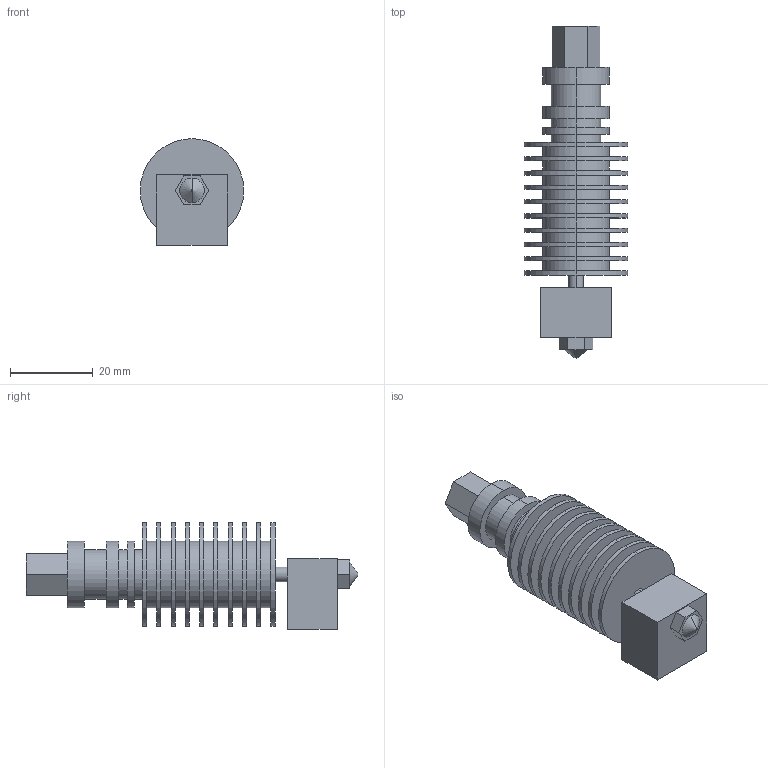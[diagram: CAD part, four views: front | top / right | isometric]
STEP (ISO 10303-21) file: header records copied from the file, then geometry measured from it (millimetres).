
FILE_DESCRIPTION (( 'STEP AP203' ), '1' );
FILE_NAME ('hot end.STEP', '2022-05-13T21:33:04', ( '' ), ( '' ), 'SwSTEP 2.0', 'SolidWorks 2016', '' );
FILE_SCHEMA (( 'CONFIG_CONTROL_DESIGN' ));
Length unit declared in the file: millimetre
Products named in the file (1): hot end
Bounding box: 25 x 80.1 x 25.74 mm (x, y, z)
Volume: 16324.5 mm3; surface area: 11813.2 mm2
Topology: 2 solids, 2 shells, 111 faces, 232 edges, 154 vertices
Faces by surface type: cylinder 60, plane 49, cone 2
Entity records: 3095 total; most frequent: DIRECTION 578, CARTESIAN_POINT 498, ORIENTED_EDGE 464, AXIS2_PLACEMENT_3D 234, EDGE_CURVE 232, VERTEX_POINT 154, EDGE_LOOP 144, CIRCLE 122
